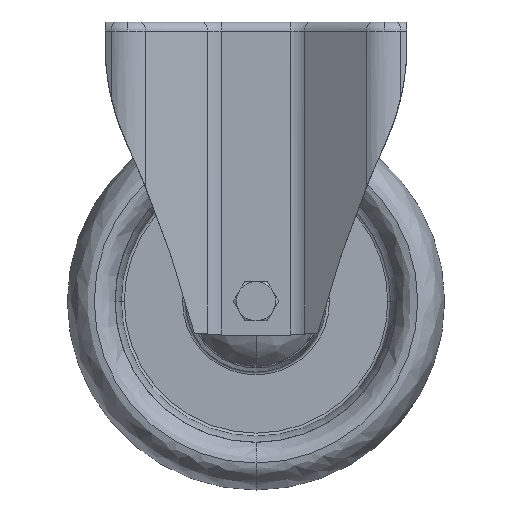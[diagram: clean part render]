
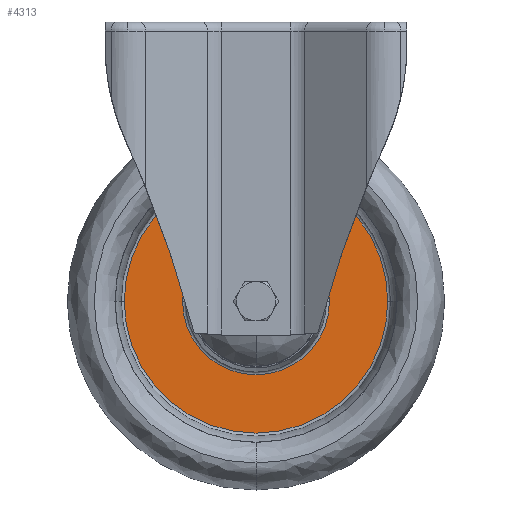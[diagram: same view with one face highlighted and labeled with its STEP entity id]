
A CAD part, top view. The second image highlights one B-rep face of the part: STEP entity #4313.
In plain terms, the highlighted planar face has unit normal (0, 0, 1).
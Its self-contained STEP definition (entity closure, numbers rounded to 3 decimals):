
#88 = AXIS2_PLACEMENT_3D ( 'NONE', #2815, #2903, #622 ) ;
#193 = AXIS2_PLACEMENT_3D ( 'NONE', #2816, #6583, #14790 ) ;
#622 = DIRECTION ( 'NONE',  ( -1., 0., 0. ) ) ;
#925 = CARTESIAN_POINT ( 'NONE',  ( 43.666, -92.5, 2.5 ) ) ;
#1561 = FACE_OUTER_BOUND ( 'NONE', #5775, .T. ) ;
#1739 = ORIENTED_EDGE ( 'NONE', *, *, #11351, .F. ) ;
#1766 = CARTESIAN_POINT ( 'NONE',  ( 0., -92.5, 2.5 ) ) ;
#1841 = DIRECTION ( 'NONE',  ( -1., 0., 0. ) ) ;
#1852 = ORIENTED_EDGE ( 'NONE', *, *, #14722, .F. ) ;
#2678 = CARTESIAN_POINT ( 'NONE',  ( 0., -92.5, 2.5 ) ) ;
#2703 = CIRCLE ( 'NONE', #193, 43.666 ) ;
#2706 = CARTESIAN_POINT ( 'NONE',  ( -43.666, -92.5, 2.5 ) ) ;
#2815 = CARTESIAN_POINT ( 'NONE',  ( -23.5, -92.5, 2.5 ) ) ;
#2816 = CARTESIAN_POINT ( 'NONE',  ( 0., -92.5, 2.5 ) ) ;
#2903 = DIRECTION ( 'NONE',  ( 0., 0., 1. ) ) ;
#3301 = VERTEX_POINT ( 'NONE', #925 ) ;
#4313 = ADVANCED_FACE ( 'NONE', ( #1561, #10719 ), #15587, .T. ) ;
#5775 = EDGE_LOOP ( 'NONE', ( #6612, #1852 ) ) ;
#6583 = DIRECTION ( 'NONE',  ( 0., 0., -1. ) ) ;
#6612 = ORIENTED_EDGE ( 'NONE', *, *, #7113, .F. ) ;
#7055 = CIRCLE ( 'NONE', #10040, 24.335 ) ;
#7113 = EDGE_CURVE ( 'NONE', #3301, #12874, #11472, .T. ) ;
#8038 = ORIENTED_EDGE ( 'NONE', *, *, #12954, .F. ) ;
#8122 = DIRECTION ( 'NONE',  ( -1., 0., 0. ) ) ;
#9352 = VERTEX_POINT ( 'NONE', #10296 ) ;
#10040 = AXIS2_PLACEMENT_3D ( 'NONE', #1766, #12462, #1841 ) ;
#10296 = CARTESIAN_POINT ( 'NONE',  ( 24.335, -92.5, 2.5 ) ) ;
#10305 = CARTESIAN_POINT ( 'NONE',  ( 0., -92.5, 2.5 ) ) ;
#10499 = AXIS2_PLACEMENT_3D ( 'NONE', #2678, #13459, #12276 ) ;
#10719 = FACE_BOUND ( 'NONE', #14263, .T. ) ;
#11351 = EDGE_CURVE ( 'NONE', #9352, #11957, #13544, .T. ) ;
#11472 = CIRCLE ( 'NONE', #14780, 43.666 ) ;
#11957 = VERTEX_POINT ( 'NONE', #15322 ) ;
#12276 = DIRECTION ( 'NONE',  ( -1., 0., 0. ) ) ;
#12462 = DIRECTION ( 'NONE',  ( 0., 0., 1. ) ) ;
#12874 = VERTEX_POINT ( 'NONE', #2706 ) ;
#12954 = EDGE_CURVE ( 'NONE', #11957, #9352, #7055, .T. ) ;
#13459 = DIRECTION ( 'NONE',  ( 0., 0., 1. ) ) ;
#13544 = CIRCLE ( 'NONE', #10499, 24.335 ) ;
#14263 = EDGE_LOOP ( 'NONE', ( #8038, #1739 ) ) ;
#14722 = EDGE_CURVE ( 'NONE', #12874, #3301, #2703, .T. ) ;
#14780 = AXIS2_PLACEMENT_3D ( 'NONE', #10305, #15321, #8122 ) ;
#14790 = DIRECTION ( 'NONE',  ( -1., 0., 0. ) ) ;
#15321 = DIRECTION ( 'NONE',  ( 0., 0., -1. ) ) ;
#15322 = CARTESIAN_POINT ( 'NONE',  ( -24.335, -92.5, 2.5 ) ) ;
#15587 = PLANE ( 'NONE',  #88 ) ;
